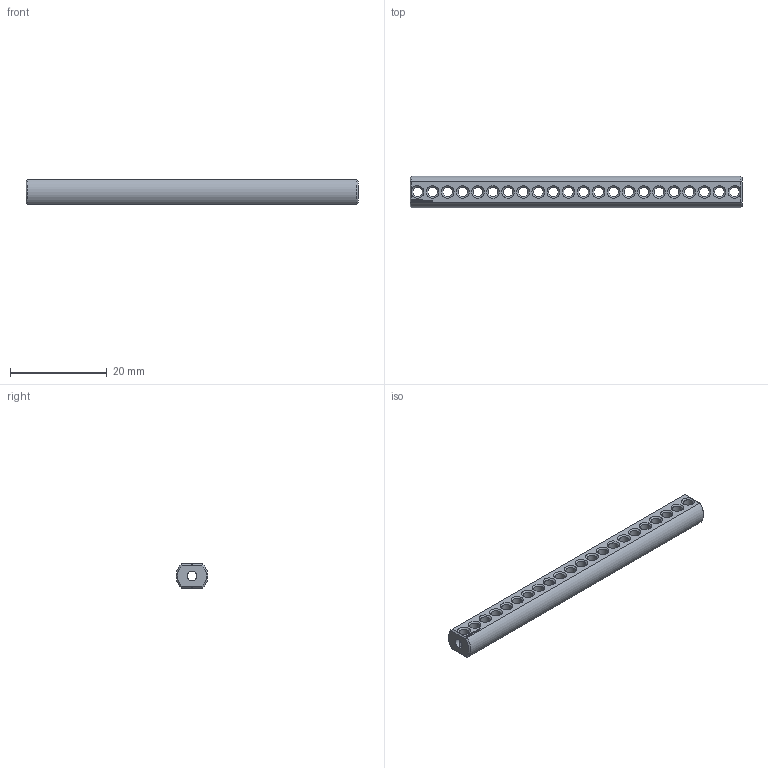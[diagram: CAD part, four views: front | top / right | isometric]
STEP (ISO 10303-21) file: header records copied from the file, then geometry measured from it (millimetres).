
FILE_DESCRIPTION(('FreeCAD Model'),'2;1');
FILE_NAME('Open CASCADE Shape Model','2024-06-18T12:22:28',(''),(''), 'Open CASCADE STEP processor 7.6','FreeCAD','Unknown');
FILE_SCHEMA(('AUTOMOTIVE_DESIGN { 1 0 10303 214 1 1 1 1 }'));
Length unit declared in the file: millimetre
Products named in the file (1): Shaft IDX BU05.50 - SPN-SFT-0142 (stemfie.org)
Bounding box: 68.75 x 6.6 x 5 mm (x, y, z)
Volume: 1567.9 mm3; surface area: 2008.3 mm2
Topology: 1 solids, 1 shells, 565 faces, 1647 edges, 1066 vertices
Faces by surface type: plane 326, extrusion 122, cylinder 69, cone 48
Full cylindrical faces by diameter (mm): 2 x67
Entity records: 18889 total; most frequent: CARTESIAN_POINT 4011, ORIENTED_EDGE 3294, DIRECTION 2703, EDGE_CURVE 1647, VECTOR 1235, LINE 1113, VERTEX_POINT 1066, AXIS2_PLACEMENT_3D 734
